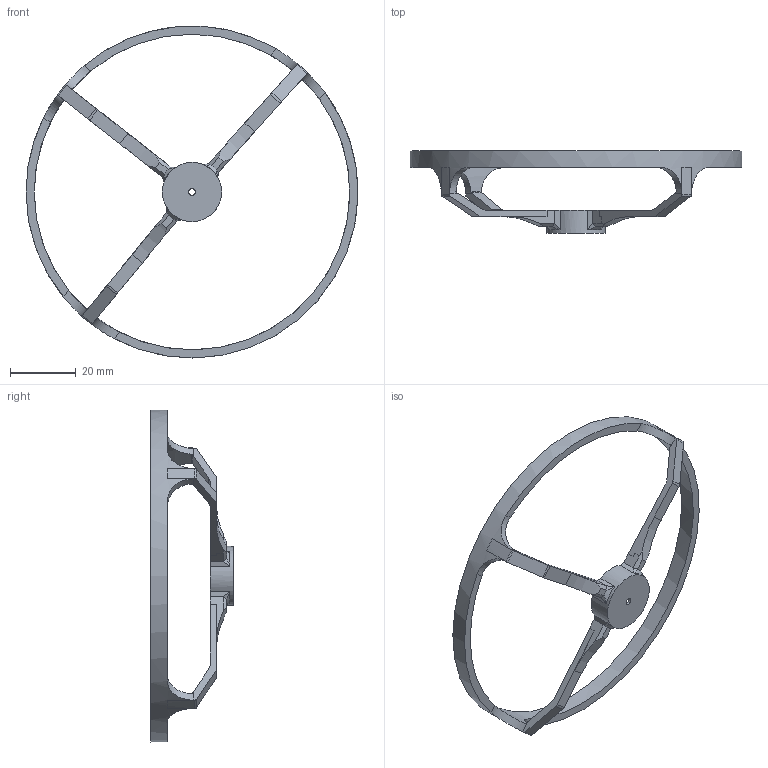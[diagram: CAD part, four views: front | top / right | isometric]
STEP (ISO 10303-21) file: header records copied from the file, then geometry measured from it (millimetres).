
FILE_DESCRIPTION(/* description */ (''),/* implementation_level */ '2;1');
FILE_NAME(/* name */ 'Rear_Guard_V6_fixedmaybe.step',/* time_stamp */ '2025-10-19T15:57:35+08:00',/* author */ (''),/* organization */ (''),/* preprocessor_version */ 'ST-DEVELOPER v20.1',/* originating_system */ 'Autodesk Translation Framework v14.17.0.0',/* authorisation */ '');
FILE_SCHEMA (('AUTOMOTIVE_DESIGN { 1 0 10303 214 3 1 1 }'));
Length unit declared in the file: millimetre
Products named in the file (2): 2025-10-11-23-00-25-495; Component1
Assembly tree (1 placements, depth 2):
  2025-10-11-23-00-25-495
    Component1
Bounding box: 101 x 25 x 101 mm (x, y, z)
Volume: 6388.3 mm3; surface area: 7735.3 mm2
Topology: 1 solids, 1 shells, 86 faces, 273 edges, 184 vertices
Faces by surface type: plane 50, cylinder 27, bspline 6, cone 3
Full cylindrical faces by diameter (mm): 2 x1, 18 x1, 96 x1, 101 x1
Entity records: 3612 total; most frequent: CARTESIAN_POINT 1149, ORIENTED_EDGE 546, DIRECTION 476, EDGE_CURVE 273, VERTEX_POINT 184, AXIS2_PLACEMENT_3D 165, LINE 146, VECTOR 146
